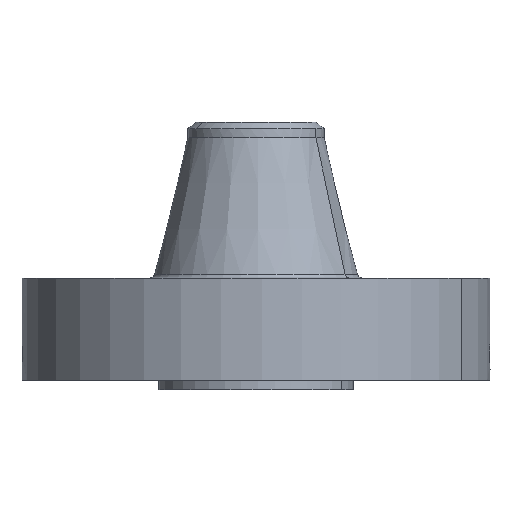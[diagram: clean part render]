
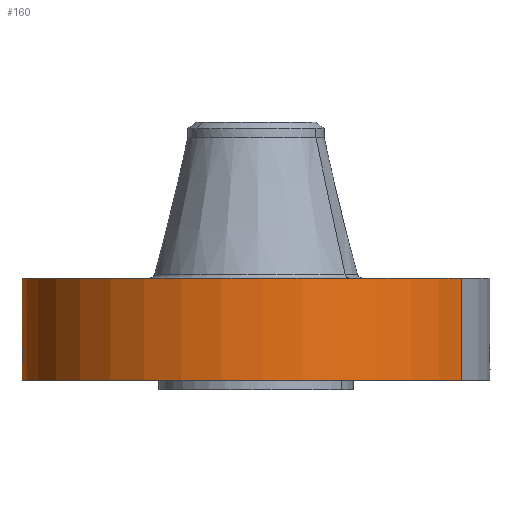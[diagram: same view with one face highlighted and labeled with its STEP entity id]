
A CAD part, left-side view. The second image highlights one B-rep face of the part: STEP entity #160.
In plain terms, the highlighted cylindrical face has radius 152.4 mm (diameter 304.8 mm), a partial arc.
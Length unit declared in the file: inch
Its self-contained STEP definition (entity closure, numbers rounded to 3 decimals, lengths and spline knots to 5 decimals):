
#38=AXIS2_PLACEMENT_3D('Cylinder Axis2P3D',#35,#36,#37) ;
#42=AXIS2_PLACEMENT_3D('Circle Axis2P3D',#40,#41,$) ;
#58=AXIS2_PLACEMENT_3D('Circle Axis2P3D',#56,#57,$) ;
#35=CARTESIAN_POINT('Axis2P3D Location',(0.,0.,3.435)) ;
#40=CARTESIAN_POINT('Axis2P3D Location',(0.,0.,0.25)) ;
#44=CARTESIAN_POINT('Vertex',(-2.87655,-5.2655,0.25)) ;
#46=CARTESIAN_POINT('Vertex',(2.87655,5.2655,0.25)) ;
#49=CARTESIAN_POINT('Line Origine',(-2.87655,-5.2655,1.56)) ;
#53=CARTESIAN_POINT('Vertex',(-2.87655,-5.2655,2.87)) ;
#56=CARTESIAN_POINT('Axis2P3D Location',(0.,0.,2.87)) ;
#60=CARTESIAN_POINT('Vertex',(2.87655,5.2655,2.87)) ;
#63=CARTESIAN_POINT('Line Origine',(2.87655,5.2655,1.56)) ;
#75=CARTESIAN_POINT('Control Point',(-0.06203,5.99968,1.28863)) ;
#76=CARTESIAN_POINT('Control Point',(-0.0418,5.99989,1.29224)) ;
#77=CARTESIAN_POINT('Control Point',(-0.02126,6.,1.29408)) ;
#78=CARTESIAN_POINT('Control Point',(-0.00072,6.,1.29412)) ;
#79=CARTESIAN_POINT('Vertex',(-0.06201,5.99968,1.28864)) ;
#81=CARTESIAN_POINT('Vertex',(-0.00072,6.,1.29412)) ;
#85=CARTESIAN_POINT('Control Point',(-0.06201,5.99968,1.28864)) ;
#86=CARTESIAN_POINT('Control Point',(-0.09996,5.99929,1.28331)) ;
#87=CARTESIAN_POINT('Control Point',(-0.13703,5.99853,1.27111)) ;
#88=CARTESIAN_POINT('Control Point',(-0.17099,5.99756,1.25303)) ;
#89=CARTESIAN_POINT('Vertex',(-0.17099,5.99756,1.25303)) ;
#93=CARTESIAN_POINT('Control Point',(-0.02954,5.99993,0.53108)) ;
#94=CARTESIAN_POINT('Control Point',(-0.08467,5.99966,0.53813)) ;
#95=CARTESIAN_POINT('Control Point',(-0.13821,5.99876,0.55557)) ;
#96=CARTESIAN_POINT('Control Point',(-0.18735,5.99732,0.58282)) ;
#97=CARTESIAN_POINT('Control Point',(-0.25835,5.99461,0.64093)) ;
#98=CARTESIAN_POINT('Control Point',(-0.3091,5.99208,0.71497)) ;
#99=CARTESIAN_POINT('Control Point',(-0.32581,5.99117,0.7464)) ;
#100=CARTESIAN_POINT('Control Point',(-0.35892,5.98929,0.82951)) ;
#101=CARTESIAN_POINT('Control Point',(-0.36832,5.98867,0.91817)) ;
#102=CARTESIAN_POINT('Control Point',(-0.36511,5.98888,0.97193)) ;
#103=CARTESIAN_POINT('Control Point',(-0.34182,5.99034,1.07306)) ;
#104=CARTESIAN_POINT('Control Point',(-0.28733,5.99321,1.16077)) ;
#105=CARTESIAN_POINT('Control Point',(-0.254,5.9948,1.19858)) ;
#106=CARTESIAN_POINT('Control Point',(-0.2146,5.99632,1.2298)) ;
#107=CARTESIAN_POINT('Control Point',(-0.17099,5.99756,1.25303)) ;
#108=CARTESIAN_POINT('Vertex',(-0.02954,5.99993,0.53108)) ;
#112=CARTESIAN_POINT('Control Point',(-0.02954,5.99993,0.53108)) ;
#113=CARTESIAN_POINT('Control Point',(-0.01968,5.99998,0.53086)) ;
#114=CARTESIAN_POINT('Control Point',(-0.00983,6.,0.53096)) ;
#115=CARTESIAN_POINT('Control Point',(0.,6.,0.53137)) ;
#116=CARTESIAN_POINT('Vertex',(0.,6.,0.53137)) ;
#120=CARTESIAN_POINT('Control Point',(0.194,5.99686,0.58489)) ;
#121=CARTESIAN_POINT('Control Point',(0.13472,5.99878,0.55248)) ;
#122=CARTESIAN_POINT('Control Point',(0.0678,6.,0.53425)) ;
#123=CARTESIAN_POINT('Control Point',(0.,6.,0.53137)) ;
#124=CARTESIAN_POINT('Vertex',(0.194,5.99686,0.58489)) ;
#128=CARTESIAN_POINT('Control Point',(0.194,5.99686,0.58489)) ;
#129=CARTESIAN_POINT('Control Point',(0.25186,5.99499,0.61654)) ;
#130=CARTESIAN_POINT('Control Point',(0.30363,5.99262,0.65931)) ;
#131=CARTESIAN_POINT('Control Point',(0.34632,5.99012,0.71224)) ;
#132=CARTESIAN_POINT('Control Point',(0.39216,5.9872,0.80549)) ;
#133=CARTESIAN_POINT('Control Point',(0.40413,5.98637,0.90665)) ;
#134=CARTESIAN_POINT('Control Point',(0.40396,5.98639,0.94217)) ;
#135=CARTESIAN_POINT('Control Point',(0.39335,5.98711,1.02479)) ;
#136=CARTESIAN_POINT('Control Point',(0.36017,5.98923,1.10098)) ;
#137=CARTESIAN_POINT('Control Point',(0.33424,5.99079,1.141)) ;
#138=CARTESIAN_POINT('Control Point',(0.26303,5.99457,1.2205)) ;
#139=CARTESIAN_POINT('Control Point',(0.17028,5.99794,1.27122)) ;
#140=CARTESIAN_POINT('Control Point',(0.11433,5.99933,1.28933)) ;
#141=CARTESIAN_POINT('Control Point',(0.05675,6.,1.29694)) ;
#142=CARTESIAN_POINT('Control Point',(-0.00003,6.,1.29415)) ;
#143=CARTESIAN_POINT('Vertex',(-0.00003,6.,1.29415)) ;
#147=CARTESIAN_POINT('Control Point',(-0.00072,6.,1.29412)) ;
#148=CARTESIAN_POINT('Control Point',(-0.00037,6.,1.29414)) ;
#149=CARTESIAN_POINT('Control Point',(-0.00003,6.,1.29415)) ;
#36=DIRECTION('Axis2P3D Direction',(0.,0.,-0.039)) ;
#37=DIRECTION('Axis2P3D XDirection',(0.019,0.035,0.)) ;
#41=DIRECTION('Axis2P3D Direction',(0.,0.,-0.039)) ;
#50=DIRECTION('Vector Direction',(0.,0.,-0.039)) ;
#57=DIRECTION('Axis2P3D Direction',(0.,0.,-0.039)) ;
#64=DIRECTION('Vector Direction',(0.,0.,-0.039)) ;
#51=VECTOR('Line Direction',#50,0.03937) ;
#65=VECTOR('Line Direction',#64,0.03937) ;
#69=ORIENTED_EDGE('',*,*,#48,.F.) ;
#70=ORIENTED_EDGE('',*,*,#55,.T.) ;
#71=ORIENTED_EDGE('',*,*,#62,.T.) ;
#72=ORIENTED_EDGE('',*,*,#67,.F.) ;
#152=ORIENTED_EDGE('',*,*,#83,.F.) ;
#153=ORIENTED_EDGE('',*,*,#91,.T.) ;
#154=ORIENTED_EDGE('',*,*,#110,.F.) ;
#155=ORIENTED_EDGE('',*,*,#118,.T.) ;
#156=ORIENTED_EDGE('',*,*,#126,.F.) ;
#157=ORIENTED_EDGE('',*,*,#145,.T.) ;
#158=ORIENTED_EDGE('',*,*,#150,.F.) ;
#159=FACE_BOUND('',#151,.T.) ;
#160=ADVANCED_FACE('PartBody',(#73,#159),#39,.T.) ;
#74=B_SPLINE_CURVE_WITH_KNOTS('',3,(#75,#76,#77,#78),.UNSPECIFIED.,.F.,.U.,(4,4),(4.24234,6.52168),.UNSPECIFIED.) ;
#84=B_SPLINE_CURVE_WITH_KNOTS('',3,(#85,#86,#87,#88),.UNSPECIFIED.,.F.,.U.,(4,4),(0.,4.30575),.UNSPECIFIED.) ;
#92=B_SPLINE_CURVE_WITH_KNOTS('',5,(#93,#94,#95,#96,#97,#98,#99,#100,#101,#102,#103,#104,#105,#106,#107),.UNSPECIFIED.,.F.,.U.,(6,3,3,3,6),(0.,9.66128,16.05026,25.84105,35.05669),.UNSPECIFIED.) ;
#111=B_SPLINE_CURVE_WITH_KNOTS('',3,(#112,#113,#114,#115),.UNSPECIFIED.,.F.,.U.,(4,4),(0.,1.02753),.UNSPECIFIED.) ;
#119=B_SPLINE_CURVE_WITH_KNOTS('',3,(#120,#121,#122,#123),.UNSPECIFIED.,.F.,.U.,(4,4),(0.,7.08582),.UNSPECIFIED.) ;
#127=B_SPLINE_CURVE_WITH_KNOTS('',5,(#128,#129,#130,#131,#132,#133,#134,#135,#136,#137,#138,#139,#140,#141,#142),.UNSPECIFIED.,.F.,.U.,(6,3,3,3,6),(0.,11.52688,17.68884,26.05388,36.66706),.UNSPECIFIED.) ;
#146=B_SPLINE_CURVE_WITH_KNOTS('',2,(#147,#148,#149),.UNSPECIFIED.,.F.,.U.,(3,3),(1.07552,1.10134),.UNSPECIFIED.) ;
#43=CIRCLE('generated circle',#42,6.) ;
#59=CIRCLE('generated circle',#58,6.) ;
#39=CYLINDRICAL_SURFACE('generated cylinder',#38,6.) ;
#48=EDGE_CURVE('',#45,#47,#43,.T.) ;
#55=EDGE_CURVE('',#45,#54,#52,.F.) ;
#62=EDGE_CURVE('',#54,#61,#59,.T.) ;
#67=EDGE_CURVE('',#47,#61,#66,.F.) ;
#83=EDGE_CURVE('',#80,#82,#74,.T.) ;
#91=EDGE_CURVE('',#80,#90,#84,.T.) ;
#110=EDGE_CURVE('',#109,#90,#92,.T.) ;
#118=EDGE_CURVE('',#109,#117,#111,.T.) ;
#126=EDGE_CURVE('',#125,#117,#119,.T.) ;
#145=EDGE_CURVE('',#125,#144,#127,.T.) ;
#150=EDGE_CURVE('',#82,#144,#146,.T.) ;
#68=EDGE_LOOP('',(#69,#70,#71,#72)) ;
#151=EDGE_LOOP('',(#152,#153,#154,#155,#156,#157,#158)) ;
#73=FACE_OUTER_BOUND('',#68,.T.) ;
#52=LINE('Line',#49,#51) ;
#66=LINE('Line',#63,#65) ;
#45=VERTEX_POINT('',#44) ;
#47=VERTEX_POINT('',#46) ;
#54=VERTEX_POINT('',#53) ;
#61=VERTEX_POINT('',#60) ;
#80=VERTEX_POINT('',#79) ;
#82=VERTEX_POINT('',#81) ;
#90=VERTEX_POINT('',#89) ;
#109=VERTEX_POINT('',#108) ;
#117=VERTEX_POINT('',#116) ;
#125=VERTEX_POINT('',#124) ;
#144=VERTEX_POINT('',#143) ;
